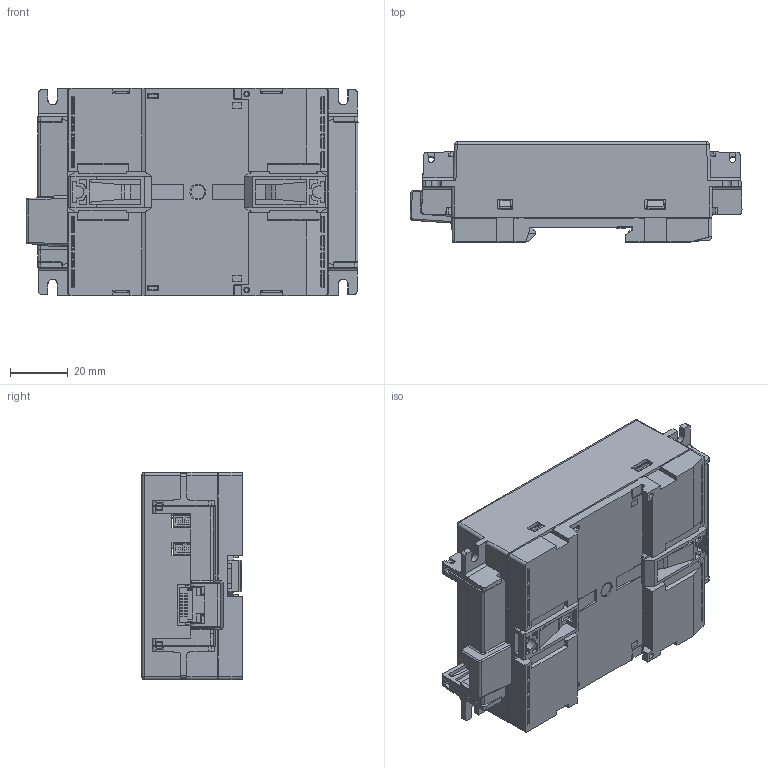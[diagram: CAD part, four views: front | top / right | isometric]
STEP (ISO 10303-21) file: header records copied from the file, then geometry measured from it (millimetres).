
FILE_DESCRIPTION(/* description */ (''),/* implementation_level */ '2;1');
FILE_NAME(/* name */ 'FILE_STP_CAD_DRAWING_3D_DMED4DC1_prt.stp',/* time_stamp */ '2025-01-08T10:13:02+01:00',/* author */ (''),/* organization */ (''),/* preprocessor_version */ 'ST-DEVELOPER v16.7',/* originating_system */ 'SIEMENS PLM Software NX 12.0',/* authorisation */ '');
FILE_SCHEMA (('AUTOMOTIVE_DESIGN { 1 0 10303 214 3 1 1 1 }'));
Length unit declared in the file: millimetre
Products named in the file (1): 3D_DMED4DC1
Bounding box: 114.94 x 34.65 x 71.81 mm (x, y, z)
Surface area: 49152.9 mm2 (no closed solid volume)
Topology: 0 solids, 30 shells, 1020 faces, 3939 edges, 2805 vertices
Faces by surface type: plane 723, cylinder 259, sphere 20, bspline 8, cone 7, torus 3
Entity records: 40850 total; most frequent: CARTESIAN_POINT 8022, DIRECTION 6547, ORIENTED_EDGE 6181, EDGE_CURVE 3910, LINE 3257, VECTOR 3257, VERTEX_POINT 2802, AXIS2_PLACEMENT_3D 1645
